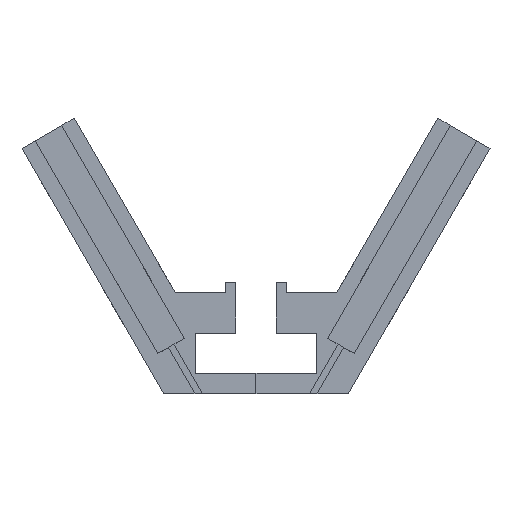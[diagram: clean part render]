
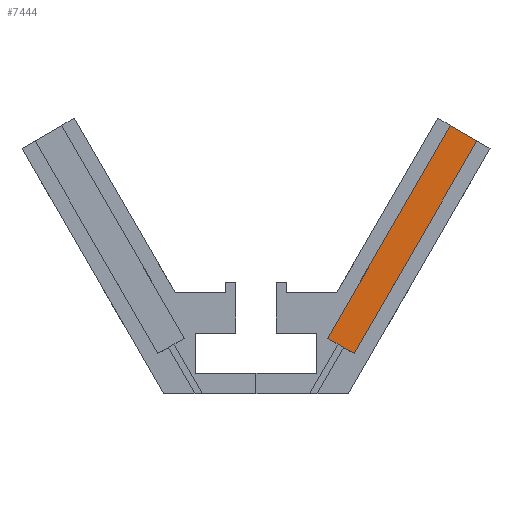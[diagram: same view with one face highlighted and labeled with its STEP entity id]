
A CAD part, top view. The second image highlights one B-rep face of the part: STEP entity #7444.
In plain terms, the highlighted planar face has unit normal (0, 0, 1).
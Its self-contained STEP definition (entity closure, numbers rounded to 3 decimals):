
#832 = PLANE('',#833);
#833 = AXIS2_PLACEMENT_3D('',#834,#835,#836);
#834 = CARTESIAN_POINT('',(90.,136.603,0.));
#835 = DIRECTION('',(0.5,0.866,0.));
#836 = DIRECTION('',(0.866,-0.5,0.));
#860 = PLANE('',#861);
#861 = AXIS2_PLACEMENT_3D('',#862,#863,#864);
#862 = CARTESIAN_POINT('',(96.356,132.933,64.8));
#863 = DIRECTION('',(-0.866,0.5,0.));
#864 = DIRECTION('',(0.,0.,1.));
#888 = PLANE('',#889);
#889 = AXIS2_PLACEMENT_3D('',#890,#891,#892);
#890 = CARTESIAN_POINT('',(42.063,23.694,72.4));
#891 = DIRECTION('',(0.5,0.866,0.));
#892 = DIRECTION('',(0.866,-0.5,0.));
#3430 = VERTEX_POINT('',#3431);
#3431 = CARTESIAN_POINT('',(35.481,27.494,64.8));
#3524 = VERTEX_POINT('',#3525);
#3525 = CARTESIAN_POINT('',(48.645,19.894,64.8));
#3539 = PLANE('',#3540);
#3540 = AXIS2_PLACEMENT_3D('',#3541,#3542,#3543);
#3541 = CARTESIAN_POINT('',(109.52,125.333,80.));
#3542 = DIRECTION('',(0.866,-0.5,0.));
#3543 = DIRECTION('',(0.,0.,-1.));
#3551 = EDGE_CURVE('',#3524,#3430,#3552,.T.);
#3552 = SURFACE_CURVE('',#3553,(#3557,#3564),.PCURVE_S1.);
#3553 = LINE('',#3554,#3555);
#3554 = CARTESIAN_POINT('',(48.645,19.894,64.8));
#3555 = VECTOR('',#3556,1.);
#3556 = DIRECTION('',(-0.866,0.5,0.));
#3557 = PCURVE('',#888,#3558);
#3558 = DEFINITIONAL_REPRESENTATION('',(#3559),#3563);
#3559 = LINE('',#3560,#3561);
#3560 = CARTESIAN_POINT('',(7.6,7.6));
#3561 = VECTOR('',#3562,1.);
#3562 = DIRECTION('',(-1.,0.));
#3563 = ( GEOMETRIC_REPRESENTATION_CONTEXT(2) 
PARAMETRIC_REPRESENTATION_CONTEXT() REPRESENTATION_CONTEXT('2D SPACE',''
  ) );
#3564 = PCURVE('',#3565,#3570);
#3565 = PLANE('',#3566);
#3566 = AXIS2_PLACEMENT_3D('',#3567,#3568,#3569);
#3567 = CARTESIAN_POINT('',(109.52,125.333,64.8));
#3568 = DIRECTION('',(0.,0.,-1.));
#3569 = DIRECTION('',(-0.866,0.5,0.));
#3570 = DEFINITIONAL_REPRESENTATION('',(#3571),#3575);
#3571 = LINE('',#3572,#3573);
#3572 = CARTESIAN_POINT('',(0.,-121.75));
#3573 = VECTOR('',#3574,1.);
#3574 = DIRECTION('',(1.,0.));
#3575 = ( GEOMETRIC_REPRESENTATION_CONTEXT(2) 
PARAMETRIC_REPRESENTATION_CONTEXT() REPRESENTATION_CONTEXT('2D SPACE',''
  ) );
#3580 = EDGE_CURVE('',#3581,#3430,#3583,.T.);
#3581 = VERTEX_POINT('',#3582);
#3582 = CARTESIAN_POINT('',(96.356,132.933,64.8));
#3583 = SURFACE_CURVE('',#3584,(#3588,#3595),.PCURVE_S1.);
#3584 = LINE('',#3585,#3586);
#3585 = CARTESIAN_POINT('',(96.356,132.933,64.8));
#3586 = VECTOR('',#3587,1.);
#3587 = DIRECTION('',(-0.5,-0.866,0.));
#3588 = PCURVE('',#860,#3589);
#3589 = DEFINITIONAL_REPRESENTATION('',(#3590),#3594);
#3590 = LINE('',#3591,#3592);
#3591 = CARTESIAN_POINT('',(0.,0.));
#3592 = VECTOR('',#3593,1.);
#3593 = DIRECTION('',(0.,-1.));
#3594 = ( GEOMETRIC_REPRESENTATION_CONTEXT(2) 
PARAMETRIC_REPRESENTATION_CONTEXT() REPRESENTATION_CONTEXT('2D SPACE',''
  ) );
#3595 = PCURVE('',#3565,#3596);
#3596 = DEFINITIONAL_REPRESENTATION('',(#3597),#3601);
#3597 = LINE('',#3598,#3599);
#3598 = CARTESIAN_POINT('',(15.2,0.));
#3599 = VECTOR('',#3600,1.);
#3600 = DIRECTION('',(0.,-1.));
#3601 = ( GEOMETRIC_REPRESENTATION_CONTEXT(2) 
PARAMETRIC_REPRESENTATION_CONTEXT() REPRESENTATION_CONTEXT('2D SPACE',''
  ) );
#3655 = EDGE_CURVE('',#3656,#3581,#3658,.T.);
#3656 = VERTEX_POINT('',#3657);
#3657 = CARTESIAN_POINT('',(109.52,125.333,64.8));
#3658 = SURFACE_CURVE('',#3659,(#3663,#3670),.PCURVE_S1.);
#3659 = LINE('',#3660,#3661);
#3660 = CARTESIAN_POINT('',(109.52,125.333,64.8));
#3661 = VECTOR('',#3662,1.);
#3662 = DIRECTION('',(-0.866,0.5,0.));
#3663 = PCURVE('',#832,#3664);
#3664 = DEFINITIONAL_REPRESENTATION('',(#3665),#3669);
#3665 = LINE('',#3666,#3667);
#3666 = CARTESIAN_POINT('',(22.54,-64.8));
#3667 = VECTOR('',#3668,1.);
#3668 = DIRECTION('',(-1.,0.));
#3669 = ( GEOMETRIC_REPRESENTATION_CONTEXT(2) 
PARAMETRIC_REPRESENTATION_CONTEXT() REPRESENTATION_CONTEXT('2D SPACE',''
  ) );
#3670 = PCURVE('',#3565,#3671);
#3671 = DEFINITIONAL_REPRESENTATION('',(#3672),#3676);
#3672 = LINE('',#3673,#3674);
#3673 = CARTESIAN_POINT('',(0.,0.));
#3674 = VECTOR('',#3675,1.);
#3675 = DIRECTION('',(1.,0.));
#3676 = ( GEOMETRIC_REPRESENTATION_CONTEXT(2) 
PARAMETRIC_REPRESENTATION_CONTEXT() REPRESENTATION_CONTEXT('2D SPACE',''
  ) );
#7444 = ADVANCED_FACE('',(#7445),#3565,.F.);
#7445 = FACE_BOUND('',#7446,.F.);
#7446 = EDGE_LOOP('',(#7447,#7468,#7469,#7470));
#7447 = ORIENTED_EDGE('',*,*,#7448,.T.);
#7448 = EDGE_CURVE('',#3656,#3524,#7449,.T.);
#7449 = SURFACE_CURVE('',#7450,(#7454,#7461),.PCURVE_S1.);
#7450 = LINE('',#7451,#7452);
#7451 = CARTESIAN_POINT('',(109.52,125.333,64.8));
#7452 = VECTOR('',#7453,1.);
#7453 = DIRECTION('',(-0.5,-0.866,0.));
#7454 = PCURVE('',#3565,#7455);
#7455 = DEFINITIONAL_REPRESENTATION('',(#7456),#7460);
#7456 = LINE('',#7457,#7458);
#7457 = CARTESIAN_POINT('',(0.,0.));
#7458 = VECTOR('',#7459,1.);
#7459 = DIRECTION('',(0.,-1.));
#7460 = ( GEOMETRIC_REPRESENTATION_CONTEXT(2) 
PARAMETRIC_REPRESENTATION_CONTEXT() REPRESENTATION_CONTEXT('2D SPACE',''
  ) );
#7461 = PCURVE('',#3539,#7462);
#7462 = DEFINITIONAL_REPRESENTATION('',(#7463),#7467);
#7463 = LINE('',#7464,#7465);
#7464 = CARTESIAN_POINT('',(15.2,0.));
#7465 = VECTOR('',#7466,1.);
#7466 = DIRECTION('',(0.,-1.));
#7467 = ( GEOMETRIC_REPRESENTATION_CONTEXT(2) 
PARAMETRIC_REPRESENTATION_CONTEXT() REPRESENTATION_CONTEXT('2D SPACE',''
  ) );
#7468 = ORIENTED_EDGE('',*,*,#3551,.T.);
#7469 = ORIENTED_EDGE('',*,*,#3580,.F.);
#7470 = ORIENTED_EDGE('',*,*,#3655,.F.);
